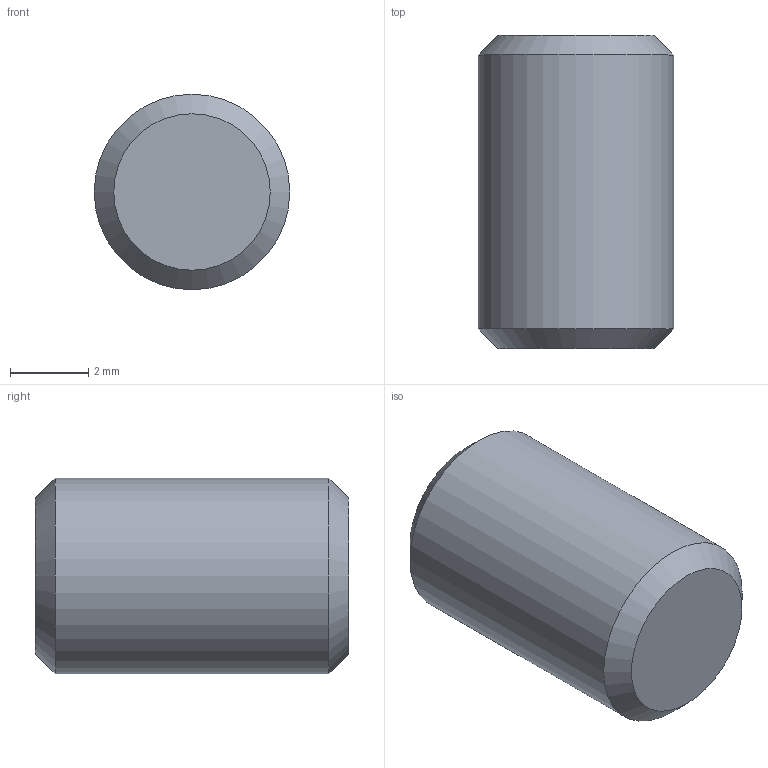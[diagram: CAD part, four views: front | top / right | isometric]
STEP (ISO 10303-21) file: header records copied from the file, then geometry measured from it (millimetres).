
FILE_DESCRIPTION (( 'STEP AP203' ), '1' );
FILE_NAME ('A.GST012.step', '2024-04-10T11:34:44', ( '' ), ( '' ), 'SwSTEP 2.0', 'SolidWorks 2022', '' );
FILE_SCHEMA (( 'CONFIG_CONTROL_DESIGN' ));
Length unit declared in the file: millimetre
Products named in the file (1): A.GST012
Bounding box: 5 x 8 x 5 mm (x, y, z)
Volume: 144.7 mm3; surface area: 169.5 mm2
Topology: 1 solids, 1 shells, 55 faces, 132 edges, 79 vertices
Faces by surface type: cone 27, cylinder 20, plane 8
Full cylindrical faces by diameter (mm): 2.3 x1, 5 x1
Entity records: 1653 total; most frequent: DIRECTION 302, CARTESIAN_POINT 294, ORIENTED_EDGE 250, AXIS2_PLACEMENT_3D 133, EDGE_CURVE 125, VERTEX_POINT 77, CIRCLE 77, EDGE_LOOP 60
